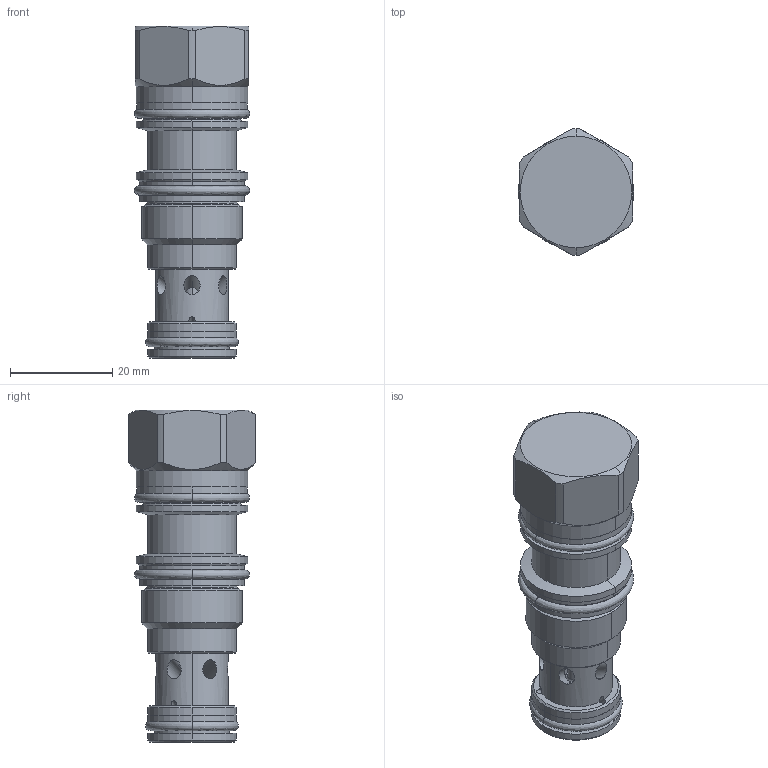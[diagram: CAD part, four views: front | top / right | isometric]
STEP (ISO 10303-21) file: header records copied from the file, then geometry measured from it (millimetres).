
FILE_DESCRIPTION((''),'2;1');
FILE_NAME('CNCD-XCN_PRT','2011-10-04T',('Administrator'),(''),'PRO/ENGINEER BY PARAMETRIC TECHNOLOGY CORPORATION, 2006240','PRO/ENGINEER BY PARAMETRIC TECHNOLOGY CORPORATION, 2006240','');
FILE_SCHEMA(('CONFIG_CONTROL_DESIGN'));
Length unit declared in the file: inch
Products named in the file (1): CNCD-XCN_PRT
Bounding box: 22.55 x 24.84 x 65.05 mm (x, y, z)
Volume: 18135 mm3; surface area: 7469.8 mm2
Topology: 4 solids, 4 shells, 178 faces, 438 edges, 274 vertices
Faces by surface type: cylinder 76, plane 42, cone 28, torus 16, revolution 12, sphere 4
Entity records: 6832 total; most frequent: CARTESIAN_POINT 2573, DIRECTION 879, ORIENTED_EDGE 876, EDGE_CURVE 438, AXIS2_PLACEMENT_3D 363, VERTEX_POINT 274, EDGE_LOOP 208, CIRCLE 197
